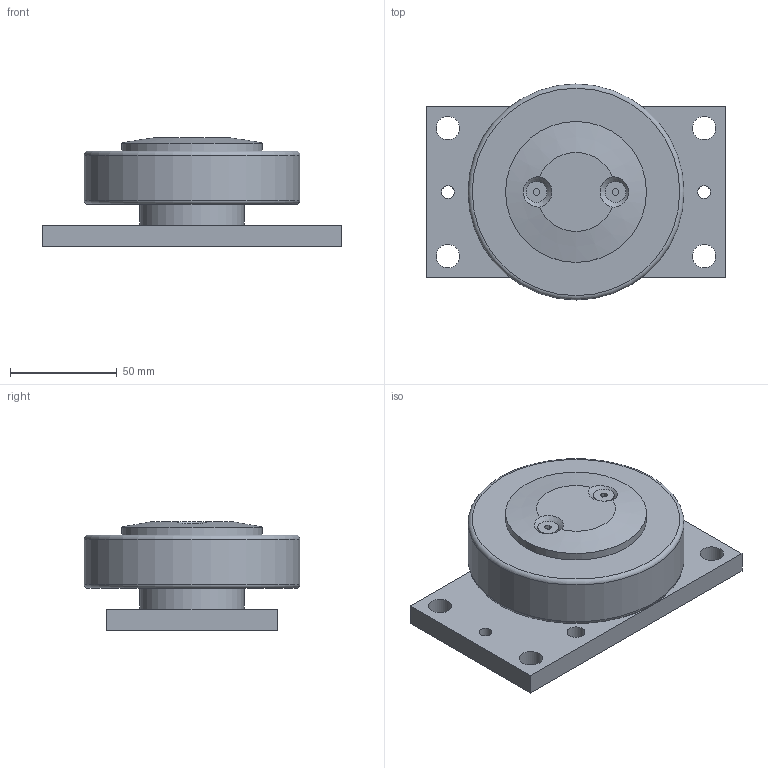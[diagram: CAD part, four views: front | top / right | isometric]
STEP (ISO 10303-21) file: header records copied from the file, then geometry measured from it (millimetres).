
FILE_DESCRIPTION(/* description */ ('-','CAx-IF Rec.Pracs.---Representation and Presentation of Product Manufacturing Information (PMI)---4.0---2014-10-13'),/* implementation_level */ '2;1');
FILE_NAME(/* name */ '45b2f737-cd8a-462f-bda3-9a80b1b9b9c5.stp',/* time_stamp */ '2020-04-01T16:04:31+02:00',/* author */ ('-'),/* organization */ ('NTI CADcenter A/S'),/* preprocessor_version */ 'ST-DEVELOPER v18',/* originating_system */ 'Autodesk Inventor 2020',/* authorisation */ '-');
FILE_SCHEMA (('AP242_MANAGED_MODEL_BASED_3D_ENGINEERING_MIM_LF { 1 0 10303 442 1 1 4 }'));
Length unit declared in the file: millimetre
Products named in the file (1): AS 100.0360 BR1100_Kontur
Bounding box: 140 x 101.2 x 51 mm (x, y, z)
Volume: 339499.6 mm3; surface area: 50520.8 mm2
Topology: 1 solids, 1 shells, 47 faces, 134 edges, 95 vertices
Faces by surface type: plane 26, cylinder 15, cone 4, torus 2
Full cylindrical faces by diameter (mm): 6 x2, 8.376 x4, 9.75 x2, 11 x4, 49 x1, 66 x1, 101.2 x1
Entity records: 1698 total; most frequent: CARTESIAN_POINT 312, DIRECTION 291, ORIENTED_EDGE 268, EDGE_CURVE 134, AXIS2_PLACEMENT_3D 112, VERTEX_POINT 95, EDGE_LOOP 73, LINE 67
